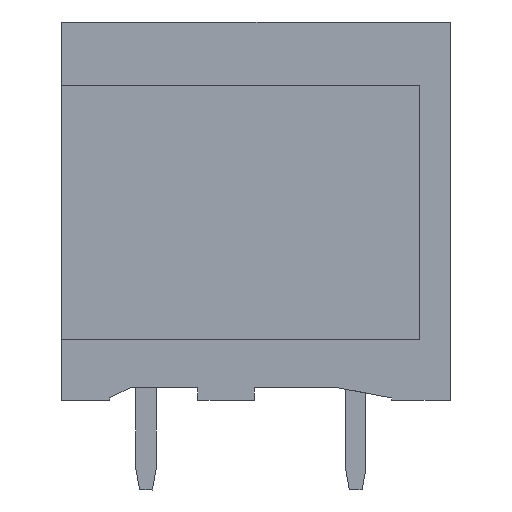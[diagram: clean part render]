
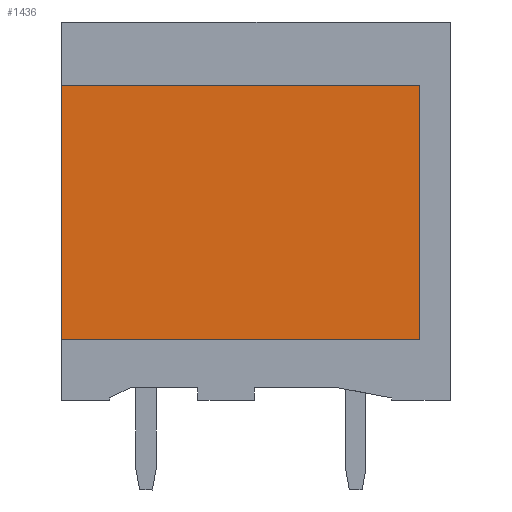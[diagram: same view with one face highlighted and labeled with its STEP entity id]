
A CAD part, left-side view. The second image highlights one B-rep face of the part: STEP entity #1436.
In plain terms, the highlighted planar face has unit normal (-1, 0, 0).
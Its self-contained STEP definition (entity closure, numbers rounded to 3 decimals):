
#1423=AXIS2_PLACEMENT_3D('Plane Axis2P3D',#1420,#1421,#1422) ;
#1346=CARTESIAN_POINT('Vertex',(1.1,15.2,5.9)) ;
#1349=CARTESIAN_POINT('Line Origine',(1.1,15.2,10.85)) ;
#1353=CARTESIAN_POINT('Vertex',(1.1,15.2,15.8)) ;
#1381=CARTESIAN_POINT('Vertex',(1.1,1.2,5.9)) ;
#1384=CARTESIAN_POINT('Line Origine',(1.1,8.2,5.9)) ;
#1405=CARTESIAN_POINT('Vertex',(1.1,1.2,15.8)) ;
#1408=CARTESIAN_POINT('Line Origine',(1.1,1.2,10.85)) ;
#1420=CARTESIAN_POINT('Axis2P3D Location',(1.1,0.,5.9)) ;
#1425=CARTESIAN_POINT('Line Origine',(1.1,8.2,15.8)) ;
#1350=DIRECTION('Vector Direction',(0.,0.,1.)) ;
#1385=DIRECTION('Vector Direction',(0.,1.,0.)) ;
#1409=DIRECTION('Vector Direction',(0.,0.,1.)) ;
#1421=DIRECTION('Axis2P3D Direction',(-1.,0.,0.)) ;
#1422=DIRECTION('Axis2P3D XDirection',(0.,0.,1.)) ;
#1426=DIRECTION('Vector Direction',(0.,1.,0.)) ;
#1351=VECTOR('Line Direction',#1350,1.) ;
#1386=VECTOR('Line Direction',#1385,1.) ;
#1410=VECTOR('Line Direction',#1409,1.) ;
#1427=VECTOR('Line Direction',#1426,1.) ;
#1431=ORIENTED_EDGE('',*,*,#1388,.F.) ;
#1432=ORIENTED_EDGE('',*,*,#1412,.T.) ;
#1433=ORIENTED_EDGE('',*,*,#1429,.T.) ;
#1434=ORIENTED_EDGE('',*,*,#1355,.F.) ;
#1436=ADVANCED_FACE('_LMFS 5.08/15/90 3.5SN OR BX 1331110000',(#1435),#1424,.T.) ;
#1355=EDGE_CURVE('',#1347,#1354,#1352,.T.) ;
#1388=EDGE_CURVE('',#1382,#1347,#1387,.T.) ;
#1412=EDGE_CURVE('',#1382,#1406,#1411,.T.) ;
#1429=EDGE_CURVE('',#1406,#1354,#1428,.T.) ;
#1430=EDGE_LOOP('',(#1431,#1432,#1433,#1434)) ;
#1435=FACE_OUTER_BOUND('',#1430,.T.) ;
#1352=LINE('Line',#1349,#1351) ;
#1387=LINE('Line',#1384,#1386) ;
#1411=LINE('Line',#1408,#1410) ;
#1428=LINE('Line',#1425,#1427) ;
#1424=PLANE('',#1423) ;
#1347=VERTEX_POINT('',#1346) ;
#1354=VERTEX_POINT('',#1353) ;
#1382=VERTEX_POINT('',#1381) ;
#1406=VERTEX_POINT('',#1405) ;
